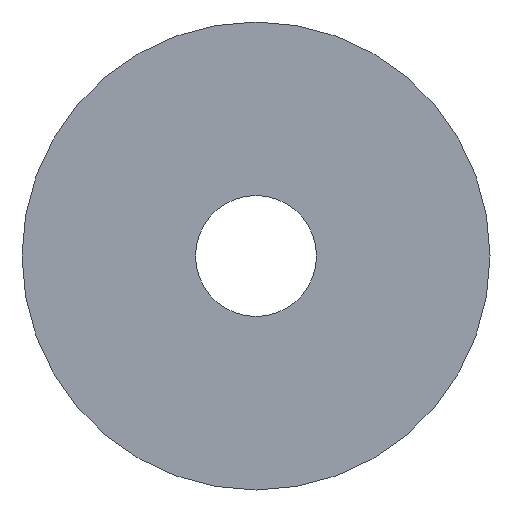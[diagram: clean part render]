
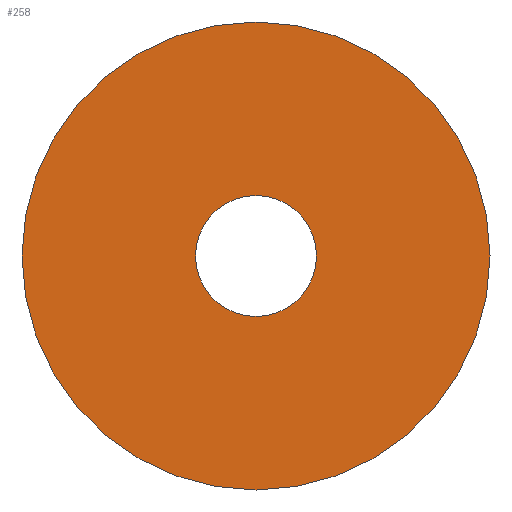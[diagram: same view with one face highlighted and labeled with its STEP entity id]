
A CAD part, front view. The second image highlights one B-rep face of the part: STEP entity #258.
In plain terms, the highlighted planar face has unit normal (0, -1, 0).
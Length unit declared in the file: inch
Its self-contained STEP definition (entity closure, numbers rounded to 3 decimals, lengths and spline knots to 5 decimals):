
#5 = DIRECTION ( 'NONE',  ( 0., 0., 1. ) ) ;
#33 = DIRECTION ( 'NONE',  ( 0., 0., 1. ) ) ;
#35 = CARTESIAN_POINT ( 'NONE',  ( 0., 0., 0. ) ) ;
#36 = PLANE ( 'NONE',  #100 ) ;
#39 = DIRECTION ( 'NONE',  ( 0., 1., 0. ) ) ;
#51 = CARTESIAN_POINT ( 'NONE',  ( 0., 0., 0. ) ) ;
#54 = DIRECTION ( 'NONE',  ( 0., 1., 0. ) ) ;
#65 = CARTESIAN_POINT ( 'NONE',  ( 0., 0., -0.375 ) ) ;
#66 = CARTESIAN_POINT ( 'NONE',  ( 0., 0., 0.375 ) ) ;
#69 = CARTESIAN_POINT ( 'NONE',  ( 0., 0., 0.097 ) ) ;
#70 = CARTESIAN_POINT ( 'NONE',  ( 0., 0., -0.097 ) ) ;
#88 = DIRECTION ( 'NONE',  ( 0., 0., 1. ) ) ;
#89 = DIRECTION ( 'NONE',  ( 0., 1., 0. ) ) ;
#90 = CARTESIAN_POINT ( 'NONE',  ( 0., 0., 0. ) ) ;
#100 = AXIS2_PLACEMENT_3D ( 'NONE', #35, #39, #33 ) ;
#105 = FACE_OUTER_BOUND ( 'NONE', #241, .T. ) ;
#115 = FACE_BOUND ( 'NONE', #240, .T. ) ;
#116 = AXIS2_PLACEMENT_3D ( 'NONE', #51, #54, #5 ) ;
#136 = EDGE_CURVE ( 'NONE', #217, #216, #153, .T. ) ;
#140 = EDGE_CURVE ( 'NONE', #216, #217, #156, .T. ) ;
#144 = EDGE_CURVE ( 'NONE', #220, #221, #158, .T. ) ;
#147 = EDGE_CURVE ( 'NONE', #221, #220, #160, .T. ) ;
#153 = CIRCLE ( 'NONE', #270, 0.097 ) ;
#156 = CIRCLE ( 'NONE', #261, 0.097 ) ;
#158 = CIRCLE ( 'NONE', #116, 0.375 ) ;
#160 = CIRCLE ( 'NONE', #268, 0.375 ) ;
#178 = DIRECTION ( 'NONE',  ( 0., 0., 1. ) ) ;
#179 = DIRECTION ( 'NONE',  ( 0., 1., 0. ) ) ;
#180 = CARTESIAN_POINT ( 'NONE',  ( 0., 0., 0. ) ) ;
#190 = DIRECTION ( 'NONE',  ( 0., 0., 1. ) ) ;
#191 = DIRECTION ( 'NONE',  ( 0., 1., 0. ) ) ;
#192 = CARTESIAN_POINT ( 'NONE',  ( 0., 0., 0. ) ) ;
#216 = VERTEX_POINT ( 'NONE', #70 ) ;
#217 = VERTEX_POINT ( 'NONE', #69 ) ;
#220 = VERTEX_POINT ( 'NONE', #66 ) ;
#221 = VERTEX_POINT ( 'NONE', #65 ) ;
#227 = ORIENTED_EDGE ( 'NONE', *, *, #144, .F. ) ;
#228 = ORIENTED_EDGE ( 'NONE', *, *, #147, .F. ) ;
#229 = ORIENTED_EDGE ( 'NONE', *, *, #140, .T. ) ;
#231 = ORIENTED_EDGE ( 'NONE', *, *, #136, .T. ) ;
#240 = EDGE_LOOP ( 'NONE', ( #231, #229 ) ) ;
#241 = EDGE_LOOP ( 'NONE', ( #228, #227 ) ) ;
#258 = ADVANCED_FACE ( 'NONE', ( #115, #105 ), #36, .F. ) ;
#261 = AXIS2_PLACEMENT_3D ( 'NONE', #180, #179, #178 ) ;
#268 = AXIS2_PLACEMENT_3D ( 'NONE', #90, #89, #88 ) ;
#270 = AXIS2_PLACEMENT_3D ( 'NONE', #192, #191, #190 ) ;
